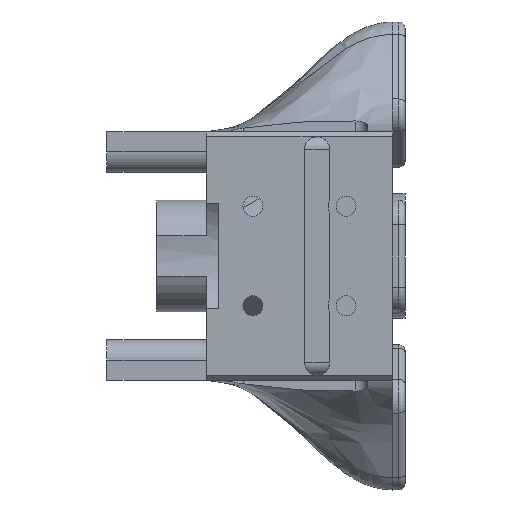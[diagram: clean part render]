
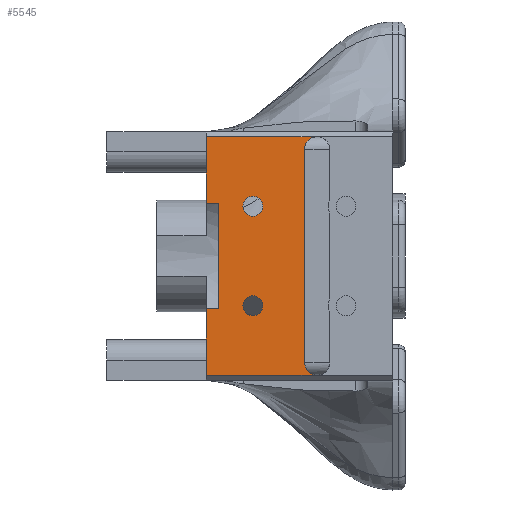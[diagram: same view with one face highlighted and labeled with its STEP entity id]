
A CAD part, front view. The second image highlights one B-rep face of the part: STEP entity #5545.
In plain terms, the highlighted planar face has unit normal (0, -1, 0).
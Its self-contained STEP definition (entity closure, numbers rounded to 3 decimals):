
#70 = EDGE_CURVE ( 'NONE', #24911, #17428, #20468, .T. ) ;
#129 = FACE_OUTER_BOUND ( 'NONE', #13791, .T. ) ;
#213 = CIRCLE ( 'NONE', #25556, 2. ) ;
#241 = DIRECTION ( 'NONE',  ( 0., 1., 0. ) ) ;
#341 = LINE ( 'NONE', #7271, #28466 ) ;
#439 = DIRECTION ( 'NONE',  ( -1., 0., 0. ) ) ;
#1169 = CARTESIAN_POINT ( 'NONE',  ( -22.5, 0., -9.6 ) ) ;
#1210 = VECTOR ( 'NONE', #4605, 1000. ) ;
#1226 = ORIENTED_EDGE ( 'NONE', *, *, #6259, .T. ) ;
#1614 = CARTESIAN_POINT ( 'NONE',  ( -22.5, 0., 8. ) ) ;
#2113 = EDGE_CURVE ( 'NONE', #5294, #6560, #341, .T. ) ;
#2128 = VECTOR ( 'NONE', #439, 1000. ) ;
#2286 = ORIENTED_EDGE ( 'NONE', *, *, #26030, .F. ) ;
#2594 = EDGE_CURVE ( 'NONE', #17428, #17901, #19773, .T. ) ;
#3802 = VECTOR ( 'NONE', #21322, 1000. ) ;
#4071 = CARTESIAN_POINT ( 'NONE',  ( -22.5, 0., -6.4 ) ) ;
#4360 = ORIENTED_EDGE ( 'NONE', *, *, #11973, .F. ) ;
#4471 = AXIS2_PLACEMENT_3D ( 'NONE', #5553, #16877, #21005 ) ;
#4477 = DIRECTION ( 'NONE',  ( 0., 0., -1. ) ) ;
#4605 = DIRECTION ( 'NONE',  ( 0., 0., -1. ) ) ;
#4867 = ORIENTED_EDGE ( 'NONE', *, *, #25499, .F. ) ;
#4989 = CARTESIAN_POINT ( 'NONE',  ( -28., 0., -8.5 ) ) ;
#5074 = ORIENTED_EDGE ( 'NONE', *, *, #6239, .T. ) ;
#5132 = EDGE_CURVE ( 'NONE', #21338, #17683, #6435, .T. ) ;
#5294 = VERTEX_POINT ( 'NONE', #4989 ) ;
#5545 = ADVANCED_FACE ( 'NONE', ( #129, #9107, #18091 ), #27043, .T. ) ;
#5553 = CARTESIAN_POINT ( 'NONE',  ( 0., 0., -19.201 ) ) ;
#5692 = CIRCLE ( 'NONE', #8029, 1.6 ) ;
#6239 = EDGE_CURVE ( 'NONE', #13139, #14426, #213, .T. ) ;
#6259 = EDGE_CURVE ( 'NONE', #5294, #11005, #14818, .T. ) ;
#6435 = CIRCLE ( 'NONE', #28019, 1.6 ) ;
#6535 = VECTOR ( 'NONE', #8659, 1000. ) ;
#6560 = VERTEX_POINT ( 'NONE', #15551 ) ;
#6936 = CARTESIAN_POINT ( 'NONE',  ( -15., 0., 19.201 ) ) ;
#7271 = CARTESIAN_POINT ( 'NONE',  ( -28., 0., -8.5 ) ) ;
#7288 = CARTESIAN_POINT ( 'NONE',  ( 13.869, 0., 8.5 ) ) ;
#7967 = ORIENTED_EDGE ( 'NONE', *, *, #5132, .F. ) ;
#8029 = AXIS2_PLACEMENT_3D ( 'NONE', #14381, #25547, #17035 ) ;
#8493 = CARTESIAN_POINT ( 'NONE',  ( 13.869, 0., -8.5 ) ) ;
#8535 = CARTESIAN_POINT ( 'NONE',  ( -22.5, 0., 8. ) ) ;
#8627 = VERTEX_POINT ( 'NONE', #4071 ) ;
#8659 = DIRECTION ( 'NONE',  ( -1., 0., 0. ) ) ;
#8813 = VERTEX_POINT ( 'NONE', #20405 ) ;
#8844 = CIRCLE ( 'NONE', #17771, 1.6 ) ;
#9006 = AXIS2_PLACEMENT_3D ( 'NONE', #20414, #241, #9224 ) ;
#9107 = FACE_BOUND ( 'NONE', #25060, .T. ) ;
#9117 = EDGE_LOOP ( 'NONE', ( #17777, #2286 ) ) ;
#9224 = DIRECTION ( 'NONE',  ( 0., 0., -1. ) ) ;
#9328 = ORIENTED_EDGE ( 'NONE', *, *, #2594, .T. ) ;
#10618 = CARTESIAN_POINT ( 'NONE',  ( -22.5, 0., 6.4 ) ) ;
#10746 = DIRECTION ( 'NONE',  ( 0., 0., -1. ) ) ;
#10890 = DIRECTION ( 'NONE',  ( 0., 0., -1. ) ) ;
#11005 = VERTEX_POINT ( 'NONE', #22093 ) ;
#11081 = CARTESIAN_POINT ( 'NONE',  ( -30., 0., 19.201 ) ) ;
#11679 = DIRECTION ( 'NONE',  ( 0., 0., 1. ) ) ;
#11763 = VECTOR ( 'NONE', #4477, 1000. ) ;
#11973 = EDGE_CURVE ( 'NONE', #18216, #14426, #26463, .T. ) ;
#12624 = EDGE_CURVE ( 'NONE', #6560, #17901, #27280, .T. ) ;
#12769 = CARTESIAN_POINT ( 'NONE',  ( -12.16, 0., -17.201 ) ) ;
#12905 = VECTOR ( 'NONE', #21736, 1000. ) ;
#13139 = VERTEX_POINT ( 'NONE', #21826 ) ;
#13307 = LINE ( 'NONE', #15364, #11763 ) ;
#13757 = DIRECTION ( 'NONE',  ( -1., 0., 0. ) ) ;
#13791 = EDGE_LOOP ( 'NONE', ( #4360, #28903, #18736, #9328, #22005, #26584, #1226, #26428, #18939, #5074 ) ) ;
#14381 = CARTESIAN_POINT ( 'NONE',  ( -22.5, 0., -8. ) ) ;
#14426 = VERTEX_POINT ( 'NONE', #17817 ) ;
#14818 = LINE ( 'NONE', #8493, #12905 ) ;
#15154 = CARTESIAN_POINT ( 'NONE',  ( -14.16, 0., 19.201 ) ) ;
#15364 = CARTESIAN_POINT ( 'NONE',  ( -30., 0., 19.201 ) ) ;
#15551 = CARTESIAN_POINT ( 'NONE',  ( -28., 0., 8.5 ) ) ;
#16877 = DIRECTION ( 'NONE',  ( 0., -1., 0. ) ) ;
#17035 = DIRECTION ( 'NONE',  ( 0., 0., -1. ) ) ;
#17365 = DIRECTION ( 'NONE',  ( 0., -1., 0. ) ) ;
#17428 = VERTEX_POINT ( 'NONE', #22956 ) ;
#17535 = DIRECTION ( 'NONE',  ( 0., -1., 0. ) ) ;
#17683 = VERTEX_POINT ( 'NONE', #10618 ) ;
#17730 = EDGE_CURVE ( 'NONE', #24962, #8627, #8844, .T. ) ;
#17771 = AXIS2_PLACEMENT_3D ( 'NONE', #24138, #17535, #21939 ) ;
#17777 = ORIENTED_EDGE ( 'NONE', *, *, #17730, .F. ) ;
#17817 = CARTESIAN_POINT ( 'NONE',  ( -14.16, 0., -17.201 ) ) ;
#17901 = VERTEX_POINT ( 'NONE', #19410 ) ;
#18091 = FACE_BOUND ( 'NONE', #9117, .T. ) ;
#18216 = VERTEX_POINT ( 'NONE', #25854 ) ;
#18492 = EDGE_CURVE ( 'NONE', #13139, #8813, #21754, .T. ) ;
#18736 = ORIENTED_EDGE ( 'NONE', *, *, #70, .T. ) ;
#18939 = ORIENTED_EDGE ( 'NONE', *, *, #18492, .F. ) ;
#19410 = CARTESIAN_POINT ( 'NONE',  ( -30., 0., 8.5 ) ) ;
#19773 = LINE ( 'NONE', #11081, #1210 ) ;
#19837 = CARTESIAN_POINT ( 'NONE',  ( -22.5, 0., 9.6 ) ) ;
#20405 = CARTESIAN_POINT ( 'NONE',  ( -30., 0., -19.201 ) ) ;
#20414 = CARTESIAN_POINT ( 'NONE',  ( -12.16, 0., 17.201 ) ) ;
#20468 = LINE ( 'NONE', #6936, #2128 ) ;
#21005 = DIRECTION ( 'NONE',  ( 0., 0., 1. ) ) ;
#21322 = DIRECTION ( 'NONE',  ( 0., 0., -1. ) ) ;
#21338 = VERTEX_POINT ( 'NONE', #19837 ) ;
#21435 = DIRECTION ( 'NONE',  ( 0., 0., -1. ) ) ;
#21664 = CIRCLE ( 'NONE', #27751, 1.6 ) ;
#21736 = DIRECTION ( 'NONE',  ( -1., 0., 0. ) ) ;
#21754 = LINE ( 'NONE', #28798, #6535 ) ;
#21826 = CARTESIAN_POINT ( 'NONE',  ( -12.16, 0., -19.201 ) ) ;
#21939 = DIRECTION ( 'NONE',  ( 0., 0., -1. ) ) ;
#22005 = ORIENTED_EDGE ( 'NONE', *, *, #12624, .F. ) ;
#22093 = CARTESIAN_POINT ( 'NONE',  ( -30., 0., -8.5 ) ) ;
#22354 = DIRECTION ( 'NONE',  ( 0., -1., 0. ) ) ;
#22956 = CARTESIAN_POINT ( 'NONE',  ( -30., 0., 19.201 ) ) ;
#24011 = VECTOR ( 'NONE', #13757, 1000. ) ;
#24138 = CARTESIAN_POINT ( 'NONE',  ( -22.5, 0., -8. ) ) ;
#24324 = CARTESIAN_POINT ( 'NONE',  ( -12.16, 0., 19.201 ) ) ;
#24367 = DIRECTION ( 'NONE',  ( 0., 1., 0. ) ) ;
#24511 = CIRCLE ( 'NONE', #9006, 2. ) ;
#24667 = EDGE_CURVE ( 'NONE', #11005, #8813, #13307, .T. ) ;
#24911 = VERTEX_POINT ( 'NONE', #24324 ) ;
#24962 = VERTEX_POINT ( 'NONE', #1169 ) ;
#25060 = EDGE_LOOP ( 'NONE', ( #4867, #7967 ) ) ;
#25499 = EDGE_CURVE ( 'NONE', #17683, #21338, #21664, .T. ) ;
#25547 = DIRECTION ( 'NONE',  ( 0., -1., 0. ) ) ;
#25556 = AXIS2_PLACEMENT_3D ( 'NONE', #12769, #24367, #21435 ) ;
#25854 = CARTESIAN_POINT ( 'NONE',  ( -14.16, 0., 17.201 ) ) ;
#26030 = EDGE_CURVE ( 'NONE', #8627, #24962, #5692, .T. ) ;
#26428 = ORIENTED_EDGE ( 'NONE', *, *, #24667, .T. ) ;
#26463 = LINE ( 'NONE', #15154, #3802 ) ;
#26584 = ORIENTED_EDGE ( 'NONE', *, *, #2113, .F. ) ;
#27043 = PLANE ( 'NONE',  #4471 ) ;
#27103 = EDGE_CURVE ( 'NONE', #18216, #24911, #24511, .T. ) ;
#27280 = LINE ( 'NONE', #7288, #24011 ) ;
#27751 = AXIS2_PLACEMENT_3D ( 'NONE', #8535, #22354, #10746 ) ;
#28019 = AXIS2_PLACEMENT_3D ( 'NONE', #1614, #17365, #10890 ) ;
#28466 = VECTOR ( 'NONE', #11679, 1000. ) ;
#28798 = CARTESIAN_POINT ( 'NONE',  ( -15., 0., -19.201 ) ) ;
#28903 = ORIENTED_EDGE ( 'NONE', *, *, #27103, .T. ) ;
